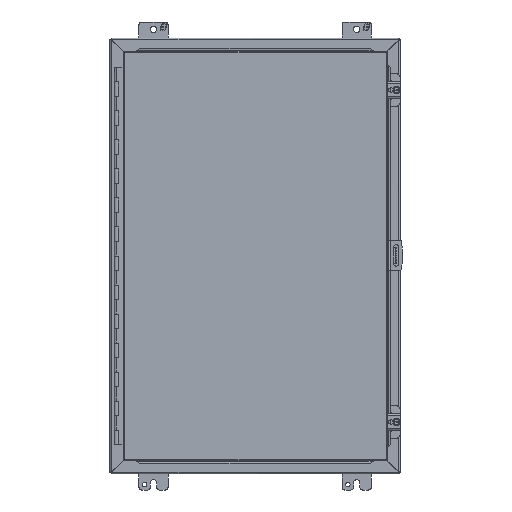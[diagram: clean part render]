
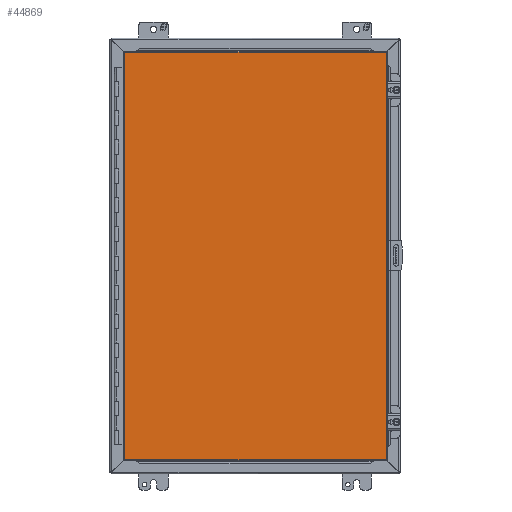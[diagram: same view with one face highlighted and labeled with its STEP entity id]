
A CAD part, front view. The second image highlights one B-rep face of the part: STEP entity #44869.
In plain terms, the highlighted planar face has unit normal (0, -1, 0).
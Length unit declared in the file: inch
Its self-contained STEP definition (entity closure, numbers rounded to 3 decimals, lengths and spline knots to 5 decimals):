
#531 = EDGE_CURVE ( 'NONE', #37748, #4933, #42831, .T. ) ;
#3339 = FACE_OUTER_BOUND ( 'NONE', #25545, .T. ) ;
#3819 = AXIS2_PLACEMENT_3D ( 'NONE', #19213, #31288, #51586 ) ;
#4933 = VERTEX_POINT ( 'NONE', #44493 ) ;
#4946 = CARTESIAN_POINT ( 'NONE',  ( -8.98426, -11.18504, -14.02376 ) ) ;
#6559 = DIRECTION ( 'NONE',  ( -1., 0., 0. ) ) ;
#8603 = LINE ( 'NONE', #31890, #47312 ) ;
#10061 = LINE ( 'NONE', #46392, #39360 ) ;
#19213 = CARTESIAN_POINT ( 'NONE',  ( -8.98426, -11.18504, -14.02376 ) ) ;
#19755 = PLANE ( 'NONE',  #3819 ) ;
#22888 = DIRECTION ( 'NONE',  ( 0., 0., 1. ) ) ;
#25545 = EDGE_LOOP ( 'NONE', ( #36583, #29584, #30646, #43383 ) ) ;
#25972 = CARTESIAN_POINT ( 'NONE',  ( -8.98426, -11.18504, -14.02376 ) ) ;
#27009 = DIRECTION ( 'NONE',  ( 0., 0., -1. ) ) ;
#29584 = ORIENTED_EDGE ( 'NONE', *, *, #29793, .T. ) ;
#29793 = EDGE_CURVE ( 'NONE', #4933, #30947, #46593, .T. ) ;
#30487 = CARTESIAN_POINT ( 'NONE',  ( 9.04626, -11.18504, 14.02376 ) ) ;
#30646 = ORIENTED_EDGE ( 'NONE', *, *, #42091, .T. ) ;
#30947 = VERTEX_POINT ( 'NONE', #4946 ) ;
#31288 = DIRECTION ( 'NONE',  ( 0., -1., 0. ) ) ;
#31890 = CARTESIAN_POINT ( 'NONE',  ( 9.04626, -11.18504, -14.02376 ) ) ;
#36147 = CARTESIAN_POINT ( 'NONE',  ( 9.04626, -11.18504, -14.02376 ) ) ;
#36583 = ORIENTED_EDGE ( 'NONE', *, *, #531, .T. ) ;
#37748 = VERTEX_POINT ( 'NONE', #30487 ) ;
#37813 = EDGE_CURVE ( 'NONE', #41977, #37748, #10061, .T. ) ;
#38419 = VECTOR ( 'NONE', #27009, 39.37008 ) ;
#39360 = VECTOR ( 'NONE', #22888, 39.37008 ) ;
#41977 = VERTEX_POINT ( 'NONE', #36147 ) ;
#42091 = EDGE_CURVE ( 'NONE', #30947, #41977, #8603, .T. ) ;
#42331 = CARTESIAN_POINT ( 'NONE',  ( -8.98426, -11.18504, 14.02376 ) ) ;
#42831 = LINE ( 'NONE', #42331, #47062 ) ;
#43383 = ORIENTED_EDGE ( 'NONE', *, *, #37813, .T. ) ;
#43601 = DIRECTION ( 'NONE',  ( 1., 0., 0. ) ) ;
#44493 = CARTESIAN_POINT ( 'NONE',  ( -8.98426, -11.18504, 14.02376 ) ) ;
#44869 = ADVANCED_FACE ( 'NONE', ( #3339 ), #19755, .T. ) ;
#46392 = CARTESIAN_POINT ( 'NONE',  ( 9.04626, -11.18504, 14.02376 ) ) ;
#46593 = LINE ( 'NONE', #25972, #38419 ) ;
#47062 = VECTOR ( 'NONE', #6559, 39.37008 ) ;
#47312 = VECTOR ( 'NONE', #43601, 39.37008 ) ;
#51586 = DIRECTION ( 'NONE',  ( 0., 0., -1. ) ) ;
